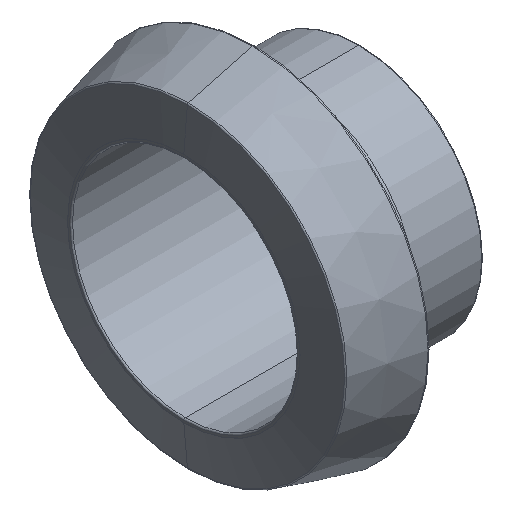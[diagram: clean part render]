
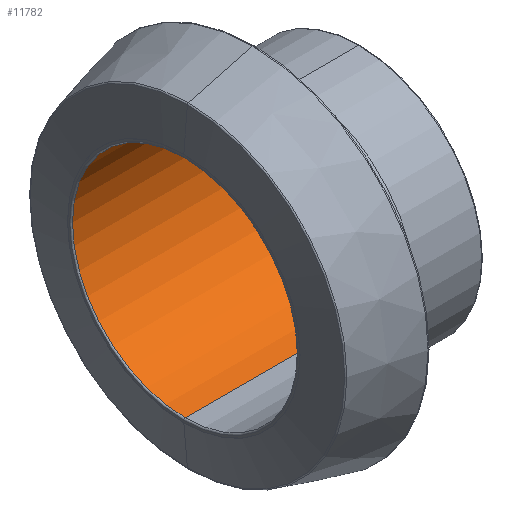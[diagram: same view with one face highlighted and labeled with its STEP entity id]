
A CAD part, isometric view. The second image highlights one B-rep face of the part: STEP entity #11782.
In plain terms, the highlighted cylindrical face has radius 16 mm (diameter 32 mm), a partial arc.
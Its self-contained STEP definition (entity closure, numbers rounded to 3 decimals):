
#152 = CARTESIAN_POINT ( 'NONE',  ( 0.2, 0., -16. ) ) ;
#351 = DIRECTION ( 'NONE',  ( 0., 0., -1. ) ) ;
#848 = CYLINDRICAL_SURFACE ( 'NONE', #8330, 16. ) ;
#1182 = DIRECTION ( 'NONE',  ( -1., 0., 0. ) ) ;
#2032 = DIRECTION ( 'NONE',  ( -1., 0., 0. ) ) ;
#2199 = ORIENTED_EDGE ( 'NONE', *, *, #4629, .T. ) ;
#2284 = DIRECTION ( 'NONE',  ( 0., 0., 1. ) ) ;
#3503 = DIRECTION ( 'NONE',  ( 1., 0., 0. ) ) ;
#3646 = ORIENTED_EDGE ( 'NONE', *, *, #15300, .T. ) ;
#3766 = LINE ( 'NONE', #11655, #10183 ) ;
#4148 = DIRECTION ( 'NONE',  ( -1., 0., 0. ) ) ;
#4629 = EDGE_CURVE ( 'NONE', #15708, #7267, #3766, .T. ) ;
#6218 = CARTESIAN_POINT ( 'NONE',  ( 0., 0., -16. ) ) ;
#6702 = DIRECTION ( 'NONE',  ( -1., 0., 0. ) ) ;
#6760 = VERTEX_POINT ( 'NONE', #152 ) ;
#6818 = EDGE_CURVE ( 'NONE', #7267, #6760, #10943, .T. ) ;
#7267 = VERTEX_POINT ( 'NONE', #13755 ) ;
#7990 = LINE ( 'NONE', #6218, #10321 ) ;
#8330 = AXIS2_PLACEMENT_3D ( 'NONE', #9484, #2032, #10735 ) ;
#8612 = CARTESIAN_POINT ( 'NONE',  ( 24.8, 0., 16. ) ) ;
#8643 = EDGE_LOOP ( 'NONE', ( #10958, #3646, #2199, #13678 ) ) ;
#8658 = FACE_OUTER_BOUND ( 'NONE', #8643, .T. ) ;
#9142 = AXIS2_PLACEMENT_3D ( 'NONE', #12698, #4148, #351 ) ;
#9484 = CARTESIAN_POINT ( 'NONE',  ( 0., 0., 0. ) ) ;
#9804 = CARTESIAN_POINT ( 'NONE',  ( 24.8, 0., 0. ) ) ;
#10183 = VECTOR ( 'NONE', #6702, 1000. ) ;
#10321 = VECTOR ( 'NONE', #1182, 1000. ) ;
#10735 = DIRECTION ( 'NONE',  ( 0., 0., 1. ) ) ;
#10943 = CIRCLE ( 'NONE', #9142, 16. ) ;
#10958 = ORIENTED_EDGE ( 'NONE', *, *, #13635, .F. ) ;
#11655 = CARTESIAN_POINT ( 'NONE',  ( 0., 0., 16. ) ) ;
#11782 = ADVANCED_FACE ( 'NONE', ( #8658 ), #848, .F. ) ;
#12176 = CIRCLE ( 'NONE', #15998, 16. ) ;
#12698 = CARTESIAN_POINT ( 'NONE',  ( 0.2, 0., 0. ) ) ;
#12710 = VERTEX_POINT ( 'NONE', #14901 ) ;
#13635 = EDGE_CURVE ( 'NONE', #12710, #6760, #7990, .T. ) ;
#13678 = ORIENTED_EDGE ( 'NONE', *, *, #6818, .T. ) ;
#13755 = CARTESIAN_POINT ( 'NONE',  ( 0.2, 0., 16. ) ) ;
#14901 = CARTESIAN_POINT ( 'NONE',  ( 24.8, 0., -16. ) ) ;
#15300 = EDGE_CURVE ( 'NONE', #12710, #15708, #12176, .T. ) ;
#15708 = VERTEX_POINT ( 'NONE', #8612 ) ;
#15998 = AXIS2_PLACEMENT_3D ( 'NONE', #9804, #3503, #2284 ) ;
